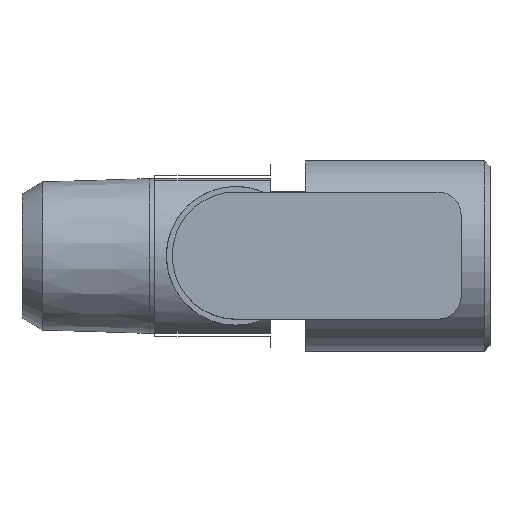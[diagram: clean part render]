
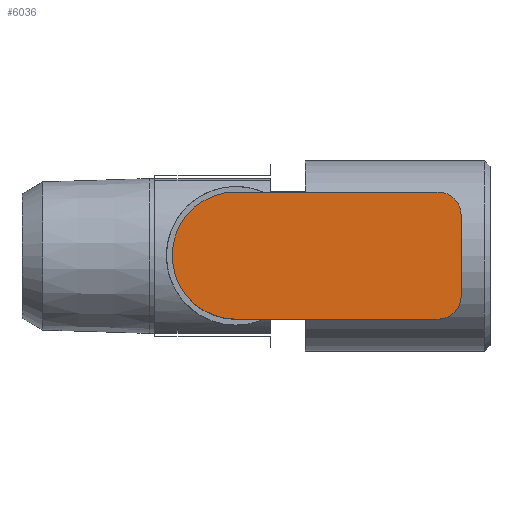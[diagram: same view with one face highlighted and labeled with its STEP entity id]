
A CAD part, top view. The second image highlights one B-rep face of the part: STEP entity #6036.
In plain terms, the highlighted face is planar.
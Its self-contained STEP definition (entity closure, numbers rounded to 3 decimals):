
#77=VECTOR('',#3716,1.);
#78=VECTOR('',#3717,1.);
#79=VECTOR('',#3720,1.);
#160=LINE('',#5621,#77);
#161=LINE('',#5623,#78);
#162=LINE('',#5627,#79);
#2463=ORIENTED_EDGE('',*,*,#2899,.F.);
#2464=ORIENTED_EDGE('',*,*,#2878,.T.);
#2465=ORIENTED_EDGE('',*,*,#2900,.F.);
#2466=ORIENTED_EDGE('',*,*,#2901,.T.);
#2467=ORIENTED_EDGE('',*,*,#2902,.F.);
#2468=ORIENTED_EDGE('',*,*,#2903,.T.);
#2589=CIRCLE('',#5842,5.5);
#2596=CIRCLE('',#5860,2.);
#2597=CIRCLE('',#5861,2.);
#2709=VERTEX_POINT('',#5571);
#2710=VERTEX_POINT('',#5572);
#2726=VERTEX_POINT('',#5620);
#2727=VERTEX_POINT('',#5622);
#2728=VERTEX_POINT('',#5624);
#2729=VERTEX_POINT('',#5626);
#2878=EDGE_CURVE('',#2709,#2710,#2589,.T.);
#2899=EDGE_CURVE('',#2709,#2726,#160,.T.);
#2900=EDGE_CURVE('',#2727,#2710,#161,.T.);
#2901=EDGE_CURVE('',#2727,#2728,#2596,.T.);
#2902=EDGE_CURVE('',#2729,#2728,#162,.T.);
#2903=EDGE_CURVE('',#2729,#2726,#2597,.T.);
#3079=EDGE_LOOP('',(#2463,#2464,#2465,#2466,#2467,#2468));
#3248=FACE_BOUND('',#3079,.T.);
#3666=DIRECTION('',(0.,1.,0.));
#3667=DIRECTION('',(5.5,0.,0.));
#3714=DIRECTION('',(0.,1.,0.));
#3715=DIRECTION('',(1.,0.,0.));
#3716=DIRECTION('',(17.5,0.,0.));
#3717=DIRECTION('',(-17.5,0.,0.));
#3718=DIRECTION('',(0.,1.,0.));
#3719=DIRECTION('',(0.,0.,-2.));
#3720=DIRECTION('',(0.,0.,7.));
#3721=DIRECTION('',(0.,1.,0.));
#3722=DIRECTION('',(0.,0.,-2.));
#5571=CARTESIAN_POINT('',(30.585,48.287,-5.5));
#5572=CARTESIAN_POINT('',(30.585,48.287,5.5));
#5573=CARTESIAN_POINT('',(30.585,48.287,0.));
#5619=CARTESIAN_POINT('',(36.085,48.287,0.));
#5620=CARTESIAN_POINT('',(48.085,48.287,-5.5));
#5621=CARTESIAN_POINT('',(30.585,48.287,-5.5));
#5622=CARTESIAN_POINT('',(48.085,48.287,5.5));
#5623=CARTESIAN_POINT('',(48.085,48.287,5.5));
#5624=CARTESIAN_POINT('',(50.085,48.287,3.5));
#5625=CARTESIAN_POINT('',(48.085,48.287,3.5));
#5626=CARTESIAN_POINT('',(50.085,48.287,-3.5));
#5627=CARTESIAN_POINT('',(50.085,48.287,-3.5));
#5628=CARTESIAN_POINT('',(48.085,48.287,-3.5));
#5842=AXIS2_PLACEMENT_3D('',#5573,#3666,#3667);
#5859=AXIS2_PLACEMENT_3D('',#5619,#3714,#3715);
#5860=AXIS2_PLACEMENT_3D('',#5625,#3718,#3719);
#5861=AXIS2_PLACEMENT_3D('',#5628,#3721,#3722);
#5931=PLANE('',#5859);
#6036=ADVANCED_FACE('',(#3248),#5931,.T.);
